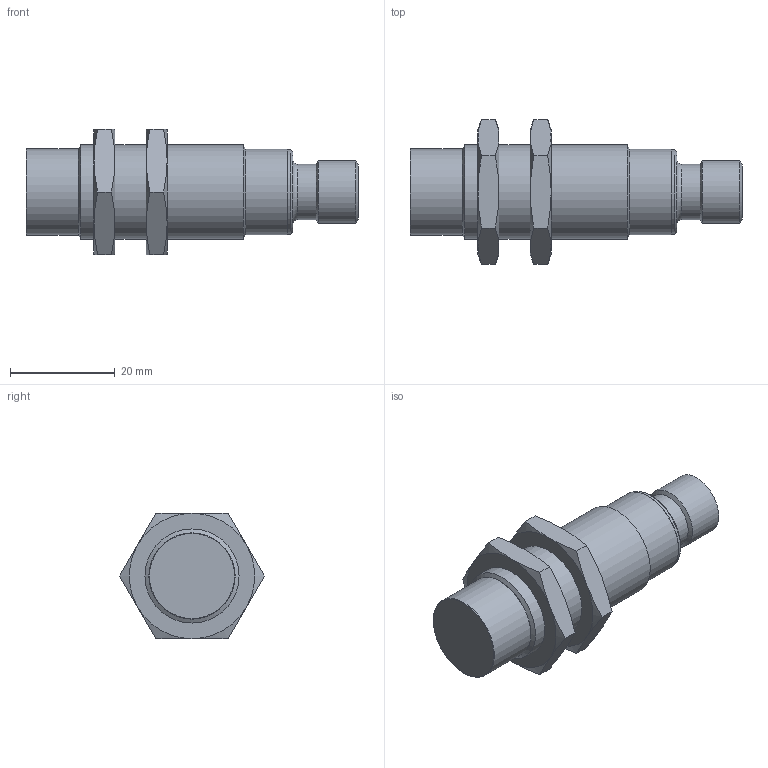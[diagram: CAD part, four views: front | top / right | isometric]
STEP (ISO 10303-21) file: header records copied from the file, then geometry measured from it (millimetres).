
FILE_DESCRIPTION(/* description */ ('STEP AP203'),/* implementation_level */ '2;1');
FILE_NAME(/* name */ 'DW-AS-519-M18-390',/* time_stamp */ '2024-10-28T14:46:19+01:00',/* author */ ('License CC BY-ND 4.0'),/* organization */ ('CADENAS'),/* preprocessor_version */ 'ST-DEVELOPER v19.3',/* originating_system */ 'PARTsolutions',/* authorisation */ ' ');
FILE_SCHEMA (('CONFIG_CONTROL_DESIGN'));
Length unit declared in the file: millimetre
Products named in the file (1): DW-AS-519-M18-390
Bounding box: 63.5 x 27.71 x 24 mm (x, y, z)
Volume: 14870.2 mm3; surface area: 5208 mm2
Topology: 1 solids, 1 shells, 98 faces, 229 edges, 141 vertices
Faces by surface type: plane 39, cone 31, cylinder 21, sphere 4, torus 3
Full cylindrical faces by diameter (mm): 1 x4, 1.75 x1, 8.4 x1, 10.55 x1, 12 x1, 16.2 x1, 16.4 x1, 16.5 x1, 18 x3
Entity records: 3286 total; most frequent: CARTESIAN_POINT 569, DIRECTION 410, ORIENTED_EDGE 380, EDGE_CURVE 190, AXIS2_PLACEMENT_3D 171, FACE_BOUND 134, EDGE_LOOP 133, VERTEX_POINT 130
